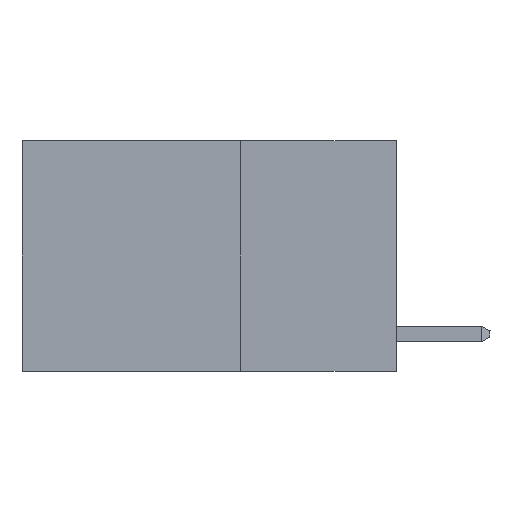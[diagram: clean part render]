
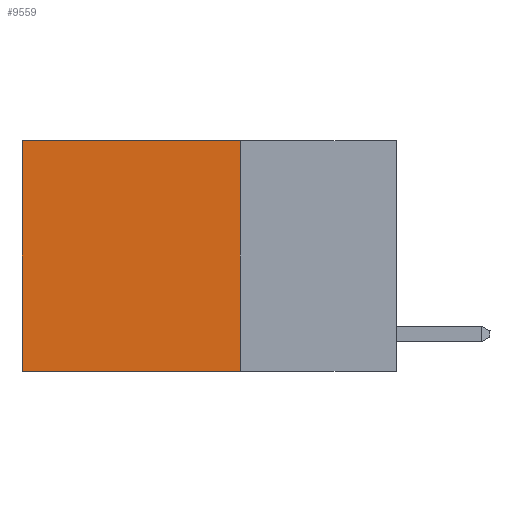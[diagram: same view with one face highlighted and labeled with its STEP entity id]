
A CAD part, left-side view. The second image highlights one B-rep face of the part: STEP entity #9559.
In plain terms, the highlighted planar face has unit normal (-1, 0, 0).
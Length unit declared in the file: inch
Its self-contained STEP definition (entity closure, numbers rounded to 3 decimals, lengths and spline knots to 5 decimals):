
#312 = DIRECTION ( 'NONE',  ( 0., 0., -1. ) ) ;
#324 = VERTEX_POINT ( 'NONE', #2582 ) ;
#1307 = EDGE_CURVE ( 'NONE', #17733, #19184, #3424, .T. ) ;
#1492 = ORIENTED_EDGE ( 'NONE', *, *, #1307, .T. ) ;
#2580 = DIRECTION ( 'NONE',  ( 0., 0., -1. ) ) ;
#2582 = CARTESIAN_POINT ( 'NONE',  ( 0.2625, 0.25, 0. ) ) ;
#3422 = FACE_OUTER_BOUND ( 'NONE', #14724, .T. ) ;
#3424 = LINE ( 'NONE', #7725, #19544 ) ;
#3632 = PLANE ( 'NONE',  #7966 ) ;
#5134 = CARTESIAN_POINT ( 'NONE',  ( 0.2625, 0.25, 0. ) ) ;
#6160 = CARTESIAN_POINT ( 'NONE',  ( 0.2625, 0.25, 0. ) ) ;
#6237 = DIRECTION ( 'NONE',  ( 0., 1., 0. ) ) ;
#7725 = CARTESIAN_POINT ( 'NONE',  ( 0.2625, 0.6, 0. ) ) ;
#7806 = DIRECTION ( 'NONE',  ( 0., 1., 0. ) ) ;
#7966 = AXIS2_PLACEMENT_3D ( 'NONE', #5134, #8243, #312 ) ;
#8243 = DIRECTION ( 'NONE',  ( 1., 0., 0. ) ) ;
#8894 = VECTOR ( 'NONE', #2580, 39.37008 ) ;
#9559 = ADVANCED_FACE ( 'NONE', ( #3422 ), #3632, .F. ) ;
#9687 = ORIENTED_EDGE ( 'NONE', *, *, #17556, .F. ) ;
#9861 = CARTESIAN_POINT ( 'NONE',  ( 0.2625, 0.25, -0.37 ) ) ;
#10704 = VERTEX_POINT ( 'NONE', #9861 ) ;
#10812 = CARTESIAN_POINT ( 'NONE',  ( 0.2625, 0.6, 0. ) ) ;
#11133 = ORIENTED_EDGE ( 'NONE', *, *, #14993, .T. ) ;
#12751 = LINE ( 'NONE', #6160, #18306 ) ;
#13305 = LINE ( 'NONE', #13497, #8894 ) ;
#13497 = CARTESIAN_POINT ( 'NONE',  ( 0.2625, 0.25, 0. ) ) ;
#13578 = CARTESIAN_POINT ( 'NONE',  ( 0.2625, 0.6, -0.37 ) ) ;
#13775 = VECTOR ( 'NONE', #7806, 39.37008 ) ;
#14601 = CARTESIAN_POINT ( 'NONE',  ( 0.2625, 0.25, -0.37 ) ) ;
#14724 = EDGE_LOOP ( 'NONE', ( #1492, #9687, #18294, #11133 ) ) ;
#14993 = EDGE_CURVE ( 'NONE', #324, #17733, #12751, .T. ) ;
#16531 = EDGE_CURVE ( 'NONE', #324, #10704, #13305, .T. ) ;
#17556 = EDGE_CURVE ( 'NONE', #10704, #19184, #19307, .T. ) ;
#17733 = VERTEX_POINT ( 'NONE', #10812 ) ;
#18294 = ORIENTED_EDGE ( 'NONE', *, *, #16531, .F. ) ;
#18306 = VECTOR ( 'NONE', #6237, 39.37008 ) ;
#18615 = DIRECTION ( 'NONE',  ( 0., 0., -1. ) ) ;
#19184 = VERTEX_POINT ( 'NONE', #13578 ) ;
#19307 = LINE ( 'NONE', #14601, #13775 ) ;
#19544 = VECTOR ( 'NONE', #18615, 39.37008 ) ;
